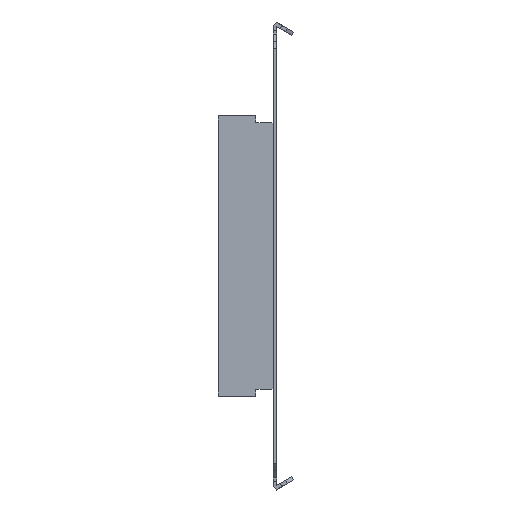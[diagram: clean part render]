
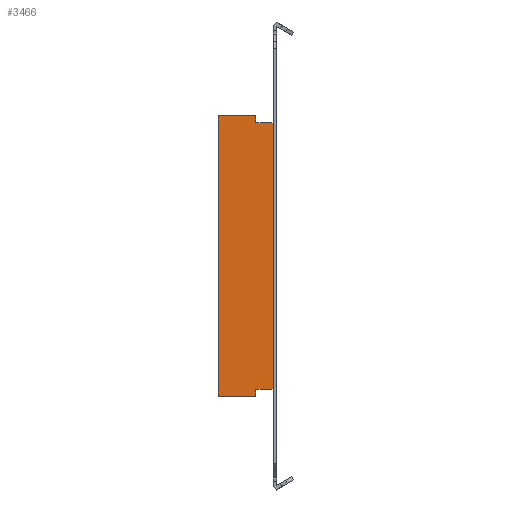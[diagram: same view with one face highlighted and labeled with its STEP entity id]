
A CAD part, left-side view. The second image highlights one B-rep face of the part: STEP entity #3466.
In plain terms, the highlighted planar face has unit normal (-1, 0, 0).
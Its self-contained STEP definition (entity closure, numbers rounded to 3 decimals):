
#45 = CARTESIAN_POINT ( 'NONE',  ( 1.5, 21.5, -59.25 ) ) ;
#55 = VERTEX_POINT ( 'NONE', #75 ) ;
#75 = CARTESIAN_POINT ( 'NONE',  ( 1.5, 5.75, -56.25 ) ) ;
#120 = VECTOR ( 'NONE', #1024, 1000. ) ;
#172 = EDGE_CURVE ( 'NONE', #1472, #1519, #532, .T. ) ;
#183 = CARTESIAN_POINT ( 'NONE',  ( 1.5, 0., -59.25 ) ) ;
#227 = FACE_OUTER_BOUND ( 'NONE', #3565, .T. ) ;
#263 = DIRECTION ( 'NONE',  ( 0., 0., 1. ) ) ;
#278 = AXIS2_PLACEMENT_3D ( 'NONE', #4699, #4250, #2836 ) ;
#331 = EDGE_CURVE ( 'NONE', #3775, #2617, #2528, .T. ) ;
#385 = ORIENTED_EDGE ( 'NONE', *, *, #1072, .F. ) ;
#387 = CARTESIAN_POINT ( 'NONE',  ( 1.5, 5.75, -56.75 ) ) ;
#504 = ORIENTED_EDGE ( 'NONE', *, *, #3625, .T. ) ;
#508 = CARTESIAN_POINT ( 'NONE',  ( 1.5, -0.5, -56.25 ) ) ;
#532 = LINE ( 'NONE', #4655, #2694 ) ;
#576 = DIRECTION ( 'NONE',  ( 0., 0., -1. ) ) ;
#601 = LINE ( 'NONE', #2081, #4526 ) ;
#631 = ORIENTED_EDGE ( 'NONE', *, *, #4063, .F. ) ;
#682 = EDGE_CURVE ( 'NONE', #1416, #55, #818, .T. ) ;
#720 = DIRECTION ( 'NONE',  ( 0., 0., 1. ) ) ;
#763 = DIRECTION ( 'NONE',  ( 0., 0., -1. ) ) ;
#770 = LINE ( 'NONE', #2235, #2427 ) ;
#818 = LINE ( 'NONE', #3029, #3714 ) ;
#847 = ORIENTED_EDGE ( 'NONE', *, *, #4189, .F. ) ;
#849 = EDGE_CURVE ( 'NONE', #3477, #4594, #3205, .T. ) ;
#857 = CARTESIAN_POINT ( 'NONE',  ( 1.5, 0., 59.25 ) ) ;
#877 = VECTOR ( 'NONE', #1130, 1000. ) ;
#887 = VECTOR ( 'NONE', #263, 1000. ) ;
#890 = CARTESIAN_POINT ( 'NONE',  ( 1.5, -1.5, 56.25 ) ) ;
#948 = EDGE_CURVE ( 'NONE', #1519, #4738, #3089, .T. ) ;
#1010 = DIRECTION ( 'NONE',  ( 0., 0., -1. ) ) ;
#1024 = DIRECTION ( 'NONE',  ( 0., -1., 0. ) ) ;
#1072 = EDGE_CURVE ( 'NONE', #3360, #4594, #3760, .T. ) ;
#1130 = DIRECTION ( 'NONE',  ( 0., -1., 0. ) ) ;
#1140 = ORIENTED_EDGE ( 'NONE', *, *, #849, .T. ) ;
#1242 = DIRECTION ( 'NONE',  ( 0., 0., -1. ) ) ;
#1273 = VECTOR ( 'NONE', #720, 1000. ) ;
#1409 = LINE ( 'NONE', #4380, #120 ) ;
#1416 = VERTEX_POINT ( 'NONE', #508 ) ;
#1432 = CARTESIAN_POINT ( 'NONE',  ( 1.5, 21.5, 56.75 ) ) ;
#1472 = VERTEX_POINT ( 'NONE', #3105 ) ;
#1480 = LINE ( 'NONE', #2965, #877 ) ;
#1487 = CARTESIAN_POINT ( 'NONE',  ( 1.5, 5.75, -56.75 ) ) ;
#1509 = LINE ( 'NONE', #2307, #3260 ) ;
#1519 = VERTEX_POINT ( 'NONE', #4314 ) ;
#1577 = DIRECTION ( 'NONE',  ( 0., 0., 1. ) ) ;
#1630 = VECTOR ( 'NONE', #3110, 1000. ) ;
#1668 = LINE ( 'NONE', #3884, #887 ) ;
#1752 = ORIENTED_EDGE ( 'NONE', *, *, #2481, .T. ) ;
#1920 = CARTESIAN_POINT ( 'NONE',  ( 1.5, -1.5, 56.25 ) ) ;
#2008 = DIRECTION ( 'NONE',  ( 0., -1., 0. ) ) ;
#2046 = EDGE_CURVE ( 'NONE', #4738, #3775, #1409, .T. ) ;
#2072 = PLANE ( 'NONE',  #278 ) ;
#2081 = CARTESIAN_POINT ( 'NONE',  ( 1.5, 5.75, 56.75 ) ) ;
#2200 = VECTOR ( 'NONE', #2350, 1000. ) ;
#2235 = CARTESIAN_POINT ( 'NONE',  ( 1.5, 21.5, 56.25 ) ) ;
#2240 = ORIENTED_EDGE ( 'NONE', *, *, #682, .F. ) ;
#2305 = LINE ( 'NONE', #857, #2200 ) ;
#2307 = CARTESIAN_POINT ( 'NONE',  ( 1.5, 5.75, 0. ) ) ;
#2350 = DIRECTION ( 'NONE',  ( 0., -1., 0. ) ) ;
#2403 = VERTEX_POINT ( 'NONE', #1432 ) ;
#2427 = VECTOR ( 'NONE', #1577, 1000. ) ;
#2480 = VERTEX_POINT ( 'NONE', #387 ) ;
#2481 = EDGE_CURVE ( 'NONE', #1416, #2617, #1480, .T. ) ;
#2528 = LINE ( 'NONE', #3964, #2846 ) ;
#2544 = EDGE_CURVE ( 'NONE', #2480, #3360, #1509, .T. ) ;
#2617 = VERTEX_POINT ( 'NONE', #4114 ) ;
#2639 = VECTOR ( 'NONE', #2008, 1000. ) ;
#2694 = VECTOR ( 'NONE', #576, 1000. ) ;
#2699 = CARTESIAN_POINT ( 'NONE',  ( 1.5, 5.75, -59.25 ) ) ;
#2753 = ORIENTED_EDGE ( 'NONE', *, *, #948, .F. ) ;
#2836 = DIRECTION ( 'NONE',  ( 0., -1., 0. ) ) ;
#2846 = VECTOR ( 'NONE', #763, 1000. ) ;
#2894 = ORIENTED_EDGE ( 'NONE', *, *, #172, .F. ) ;
#2965 = CARTESIAN_POINT ( 'NONE',  ( 1.5, -0.5, -56.25 ) ) ;
#3029 = CARTESIAN_POINT ( 'NONE',  ( 1.5, 21.5, -56.25 ) ) ;
#3072 = VERTEX_POINT ( 'NONE', #3936 ) ;
#3073 = ORIENTED_EDGE ( 'NONE', *, *, #3078, .T. ) ;
#3078 = EDGE_CURVE ( 'NONE', #1472, #3837, #601, .T. ) ;
#3089 = LINE ( 'NONE', #890, #2639 ) ;
#3092 = ORIENTED_EDGE ( 'NONE', *, *, #331, .F. ) ;
#3105 = CARTESIAN_POINT ( 'NONE',  ( 1.5, 5.75, 56.75 ) ) ;
#3110 = DIRECTION ( 'NONE',  ( 0., 1., 0. ) ) ;
#3205 = LINE ( 'NONE', #3313, #3949 ) ;
#3260 = VECTOR ( 'NONE', #1242, 1000. ) ;
#3313 = CARTESIAN_POINT ( 'NONE',  ( 1.5, 21.5, -56.75 ) ) ;
#3360 = VERTEX_POINT ( 'NONE', #2699 ) ;
#3398 = ORIENTED_EDGE ( 'NONE', *, *, #2544, .F. ) ;
#3466 = ADVANCED_FACE ( 'NONE', ( #227 ), #2072, .T. ) ;
#3477 = VERTEX_POINT ( 'NONE', #4321 ) ;
#3491 = EDGE_CURVE ( 'NONE', #2403, #3072, #1668, .T. ) ;
#3565 = EDGE_LOOP ( 'NONE', ( #2240, #1752, #3092, #4235, #2753, #2894, #3073, #847, #3712, #631, #1140, #385, #3398, #504 ) ) ;
#3625 = EDGE_CURVE ( 'NONE', #2480, #55, #4035, .T. ) ;
#3712 = ORIENTED_EDGE ( 'NONE', *, *, #3491, .F. ) ;
#3714 = VECTOR ( 'NONE', #4512, 1000. ) ;
#3760 = LINE ( 'NONE', #183, #1630 ) ;
#3775 = VERTEX_POINT ( 'NONE', #1920 ) ;
#3837 = VERTEX_POINT ( 'NONE', #3855 ) ;
#3855 = CARTESIAN_POINT ( 'NONE',  ( 1.5, 5.75, 59.25 ) ) ;
#3884 = CARTESIAN_POINT ( 'NONE',  ( 1.5, 21.5, 0. ) ) ;
#3936 = CARTESIAN_POINT ( 'NONE',  ( 1.5, 21.5, 59.25 ) ) ;
#3949 = VECTOR ( 'NONE', #1010, 1000. ) ;
#3963 = DIRECTION ( 'NONE',  ( 0., 0., 1. ) ) ;
#3964 = CARTESIAN_POINT ( 'NONE',  ( 1.5, -1.5, 0. ) ) ;
#4035 = LINE ( 'NONE', #1487, #1273 ) ;
#4063 = EDGE_CURVE ( 'NONE', #3477, #2403, #770, .T. ) ;
#4114 = CARTESIAN_POINT ( 'NONE',  ( 1.5, -1.5, -56.25 ) ) ;
#4124 = CARTESIAN_POINT ( 'NONE',  ( 1.5, -0.5, 56.25 ) ) ;
#4189 = EDGE_CURVE ( 'NONE', #3072, #3837, #2305, .T. ) ;
#4235 = ORIENTED_EDGE ( 'NONE', *, *, #2046, .F. ) ;
#4250 = DIRECTION ( 'NONE',  ( -1., 0., 0. ) ) ;
#4314 = CARTESIAN_POINT ( 'NONE',  ( 1.5, 5.75, 56.25 ) ) ;
#4321 = CARTESIAN_POINT ( 'NONE',  ( 1.5, 21.5, -56.75 ) ) ;
#4380 = CARTESIAN_POINT ( 'NONE',  ( 1.5, 0., 56.25 ) ) ;
#4512 = DIRECTION ( 'NONE',  ( 0., 1., 0. ) ) ;
#4526 = VECTOR ( 'NONE', #3963, 1000. ) ;
#4594 = VERTEX_POINT ( 'NONE', #45 ) ;
#4655 = CARTESIAN_POINT ( 'NONE',  ( 1.5, 5.75, 56.75 ) ) ;
#4699 = CARTESIAN_POINT ( 'NONE',  ( 1.5, 0., 0. ) ) ;
#4738 = VERTEX_POINT ( 'NONE', #4124 ) ;
